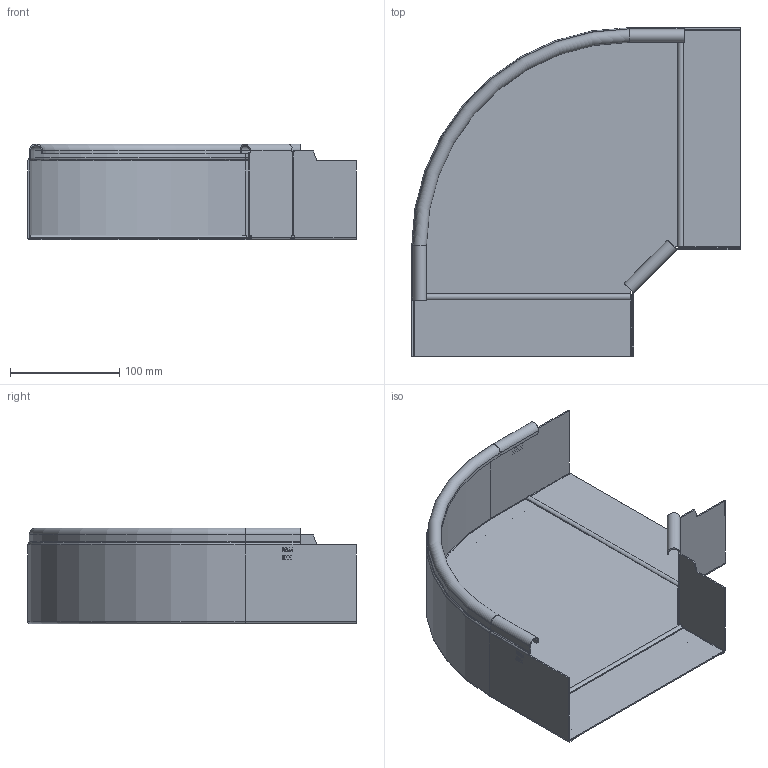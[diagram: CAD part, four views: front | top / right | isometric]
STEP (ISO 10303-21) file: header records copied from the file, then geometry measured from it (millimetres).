
FILE_DESCRIPTION((''),'2;1');
FILE_NAME('6041492_ASM','2013-10-16T',('AndreasKeweloh'),(''),'PRO/ENGINEER BY PARAMETRIC TECHNOLOGY CORPORATION, 2012360','PRO/ENGINEER BY PARAMETRIC TECHNOLOGY CORPORATION, 2012360','');
FILE_SCHEMA(('CONFIG_CONTROL_DESIGN'));
Length unit declared in the file: millimetre
Products named in the file (5): PRT0001; 041521_AUSSENHOLM_820; 033200_BODENBLECH_200; RBM_90_820_ASM; 6041492_ASM
Assembly tree (4 placements, depth 3):
  6041492_ASM
    RBM_90_820_ASM
      PRT0001
      041521_AUSSENHOLM_820
      033200_BODENBLECH_200
Bounding box: 301.35 x 301.35 x 88 mm (x, y, z)
Volume: 181279.6 mm3; surface area: 293790.6 mm2
Topology: 3 solids, 3 shells, 379 faces, 962 edges, 614 vertices
Faces by surface type: plane 233, cylinder 70, extrusion 60, bspline 8, torus 8
Entity records: 14371 total; most frequent: CARTESIAN_POINT 5297, ORIENTED_EDGE 1924, DIRECTION 1668, EDGE_CURVE 962, VECTOR 746, LINE 686, VERTEX_POINT 614, AXIS2_PLACEMENT_3D 461
